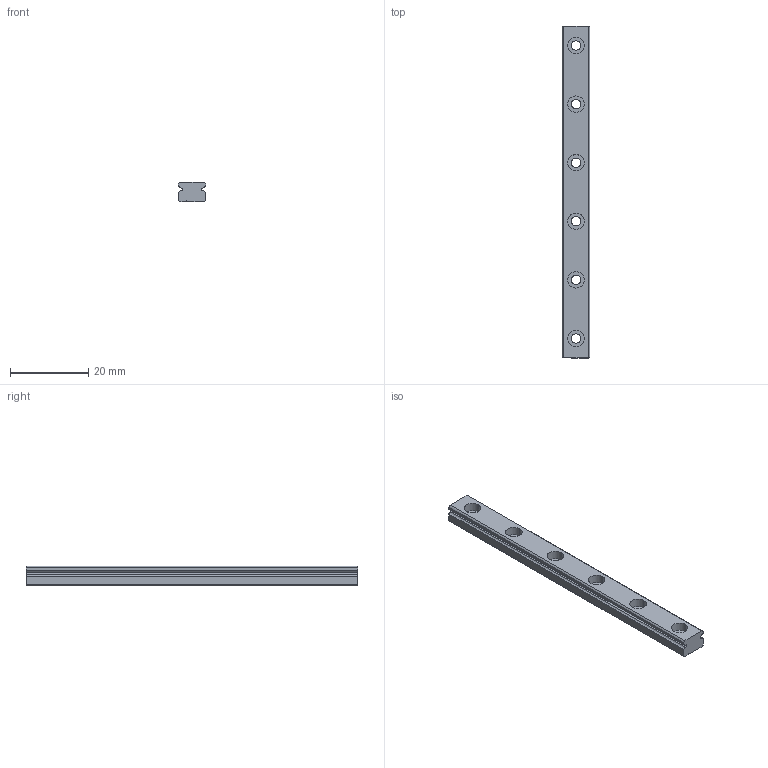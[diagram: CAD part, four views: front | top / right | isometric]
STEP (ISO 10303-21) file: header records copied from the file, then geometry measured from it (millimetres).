
FILE_DESCRIPTION (( 'STEP AP203' ), '1' );
FILE_NAME ('M7-85L.step', '2021-02-18T17:49:34', ( '' ), ( '' ), 'SwSTEP 2.0', 'SolidWorks 2019', '' );
FILE_SCHEMA (( 'CONFIG_CONTROL_DESIGN' ));
Length unit declared in the file: millimetre
Products named in the file (1): M7-85L
Bounding box: 7 x 85 x 5 mm (x, y, z)
Volume: 2524 mm3; surface area: 2521.2 mm2
Topology: 1 solids, 1 shells, 55 faces, 159 edges, 106 vertices
Faces by surface type: cylinder 36, plane 19
Entity records: 2042 total; most frequent: CARTESIAN_POINT 441, DIRECTION 331, ORIENTED_EDGE 318, EDGE_CURVE 159, AXIS2_PLACEMENT_3D 128, VERTEX_POINT 106, VECTOR 75, LINE 75
